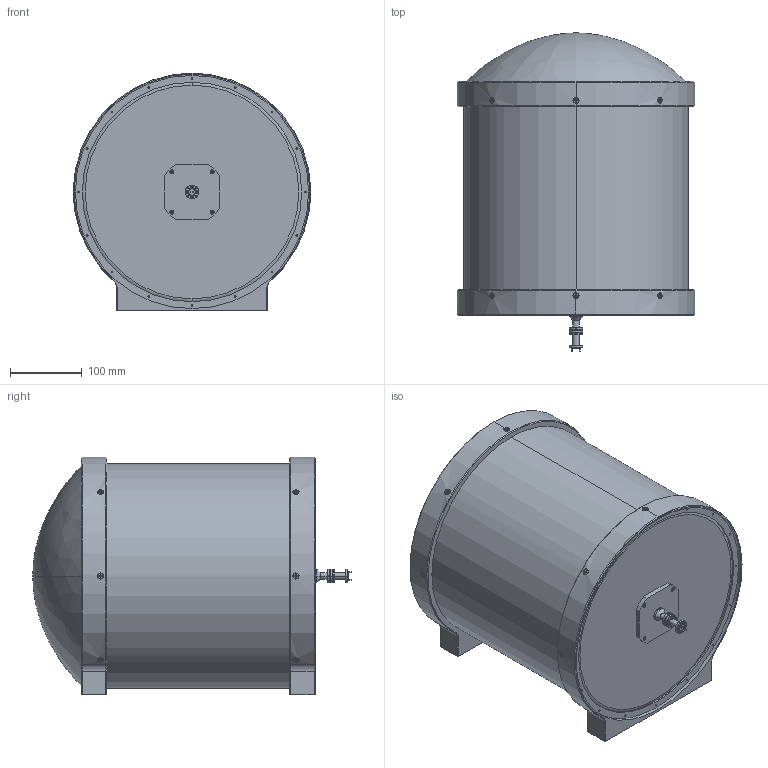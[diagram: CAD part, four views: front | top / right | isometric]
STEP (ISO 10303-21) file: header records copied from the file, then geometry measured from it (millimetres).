
FILE_DESCRIPTION (( 'STEP AP214' ), '1' );
FILE_NAME ('AG-RV42, Defeatured.STEP', '2023-08-07T19:34:43', ( '' ), ( '' ), 'SwSTEP 2.0', 'SolidWorks 2021', '' );
FILE_SCHEMA (( 'AUTOMOTIVE_DESIGN' ));
Length unit declared in the file: inch
Products named in the file (1): AG-RV42, Defeatured
Bounding box: 330.2 x 442.4 x 330.2 mm (x, y, z)
Volume: 27414241.9 mm3; surface area: 848310.8 mm2
Topology: 49 solids, 49 shells, 1823 faces, 4758 edges, 2957 vertices
Faces by surface type: plane 734, cone 576, cylinder 487, bspline 14, torus 12
Entity records: 88367 total; most frequent: CARTESIAN_POINT 21230, ORIENTED_EDGE 9240, DIRECTION 8541, EDGE_CURVE 4620, AXIS2_PLACEMENT_3D 3256, VERTEX_POINT 2957, EDGE_LOOP 2063, VECTOR 2029
